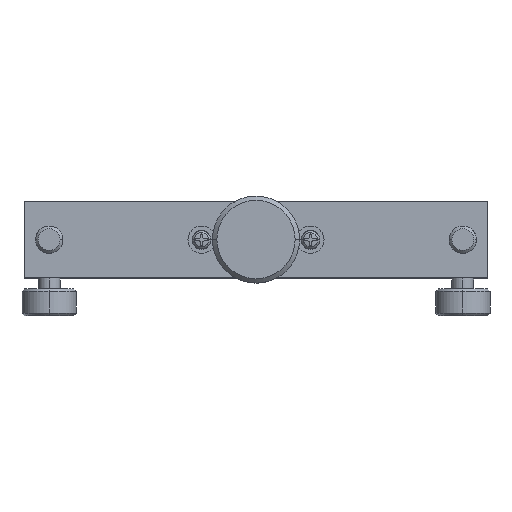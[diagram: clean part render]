
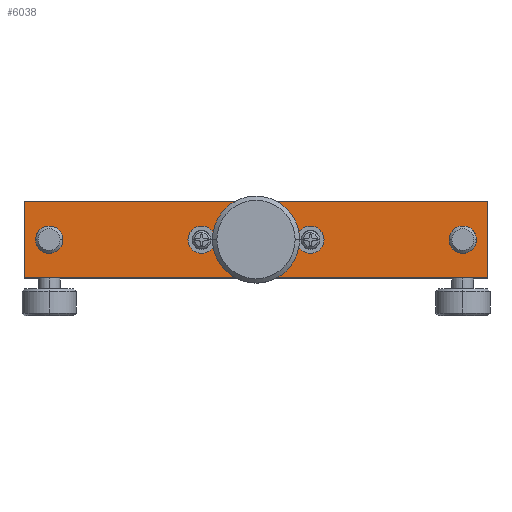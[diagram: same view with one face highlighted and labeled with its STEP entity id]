
A CAD part, top view. The second image highlights one B-rep face of the part: STEP entity #6038.
In plain terms, the highlighted planar face has unit normal (0, 0, 1).
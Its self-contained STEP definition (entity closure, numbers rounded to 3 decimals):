
#6 = ORIENTED_EDGE ( 'NONE', *, *, #558, .T. ) ;
#10 = DIRECTION ( 'NONE',  ( 0., 0., -1. ) ) ;
#21 = CARTESIAN_POINT ( 'NONE',  ( 42.5, -7., 90. ) ) ;
#38 = AXIS2_PLACEMENT_3D ( 'NONE', #1297, #5049, #1753 ) ;
#120 = PLANE ( 'NONE',  #5241 ) ;
#130 = EDGE_LOOP ( 'NONE', ( #5328, #3427 ) ) ;
#163 = CARTESIAN_POINT ( 'NONE',  ( 38., 0., 90. ) ) ;
#166 = EDGE_CURVE ( 'NONE', #5299, #1046, #2143, .T. ) ;
#196 = ORIENTED_EDGE ( 'NONE', *, *, #3809, .T. ) ;
#220 = EDGE_CURVE ( 'NONE', #1777, #3892, #331, .T. ) ;
#331 = CIRCLE ( 'NONE', #950, 2.5 ) ;
#462 = CARTESIAN_POINT ( 'NONE',  ( 0., -7., 90. ) ) ;
#470 = DIRECTION ( 'NONE',  ( 0., 0., -1. ) ) ;
#558 = EDGE_CURVE ( 'NONE', #2221, #6115, #1160, .T. ) ;
#686 = CARTESIAN_POINT ( 'NONE',  ( -3., 0., 90. ) ) ;
#724 = EDGE_CURVE ( 'NONE', #5995, #4839, #3943, .T. ) ;
#772 = EDGE_CURVE ( 'NONE', #1046, #5299, #2362, .T. ) ;
#880 = AXIS2_PLACEMENT_3D ( 'NONE', #163, #1150, #3535 ) ;
#888 = EDGE_CURVE ( 'NONE', #4454, #3797, #1769, .T. ) ;
#909 = DIRECTION ( 'NONE',  ( 0., 0., -1. ) ) ;
#949 = FACE_BOUND ( 'NONE', #1203, .T. ) ;
#950 = AXIS2_PLACEMENT_3D ( 'NONE', #1062, #5802, #5884 ) ;
#1046 = VERTEX_POINT ( 'NONE', #686 ) ;
#1050 = VERTEX_POINT ( 'NONE', #4082 ) ;
#1062 = CARTESIAN_POINT ( 'NONE',  ( 10., 0., 90. ) ) ;
#1090 = FACE_BOUND ( 'NONE', #4371, .T. ) ;
#1100 = CARTESIAN_POINT ( 'NONE',  ( -38., 0., 90. ) ) ;
#1150 = DIRECTION ( 'NONE',  ( 0., 0., -1. ) ) ;
#1160 = CIRCLE ( 'NONE', #38, 2.5 ) ;
#1194 = CIRCLE ( 'NONE', #1247, 2.5 ) ;
#1203 = EDGE_LOOP ( 'NONE', ( #1499, #196 ) ) ;
#1225 = AXIS2_PLACEMENT_3D ( 'NONE', #3076, #2152, #2590 ) ;
#1247 = AXIS2_PLACEMENT_3D ( 'NONE', #1100, #470, #3807 ) ;
#1297 = CARTESIAN_POINT ( 'NONE',  ( -10., 0., 90. ) ) ;
#1352 = ORIENTED_EDGE ( 'NONE', *, *, #2976, .T. ) ;
#1383 = CARTESIAN_POINT ( 'NONE',  ( 10., -2.5, 90. ) ) ;
#1467 = DIRECTION ( 'NONE',  ( 0., 0., -1. ) ) ;
#1478 = CARTESIAN_POINT ( 'NONE',  ( 10., 2.5, 90. ) ) ;
#1499 = ORIENTED_EDGE ( 'NONE', *, *, #5085, .T. ) ;
#1562 = CARTESIAN_POINT ( 'NONE',  ( 40.5, 0., 90. ) ) ;
#1626 = CARTESIAN_POINT ( 'NONE',  ( -40.5, 0., 90. ) ) ;
#1708 = AXIS2_PLACEMENT_3D ( 'NONE', #5265, #10, #6214 ) ;
#1753 = DIRECTION ( 'NONE',  ( 0., 1., 0. ) ) ;
#1769 = CIRCLE ( 'NONE', #1225, 2.5 ) ;
#1777 = VERTEX_POINT ( 'NONE', #1383 ) ;
#1902 = DIRECTION ( 'NONE',  ( 0., 1., 0. ) ) ;
#2041 = CARTESIAN_POINT ( 'NONE',  ( 10., 0., 90. ) ) ;
#2046 = VERTEX_POINT ( 'NONE', #1626 ) ;
#2143 = CIRCLE ( 'NONE', #1708, 3. ) ;
#2152 = DIRECTION ( 'NONE',  ( 0., 0., -1. ) ) ;
#2221 = VERTEX_POINT ( 'NONE', #5695 ) ;
#2223 = CIRCLE ( 'NONE', #2443, 2.5 ) ;
#2318 = ORIENTED_EDGE ( 'NONE', *, *, #724, .T. ) ;
#2326 = CARTESIAN_POINT ( 'NONE',  ( -10., 0., 90. ) ) ;
#2362 = CIRCLE ( 'NONE', #3705, 3. ) ;
#2419 = VERTEX_POINT ( 'NONE', #3028 ) ;
#2443 = AXIS2_PLACEMENT_3D ( 'NONE', #2670, #5056, #2609 ) ;
#2556 = CARTESIAN_POINT ( 'NONE',  ( -10., -2.5, 90. ) ) ;
#2571 = EDGE_CURVE ( 'NONE', #3429, #2419, #3461, .T. ) ;
#2583 = CARTESIAN_POINT ( 'NONE',  ( -42.5, -7., 90. ) ) ;
#2590 = DIRECTION ( 'NONE',  ( -1., 0., 0. ) ) ;
#2609 = DIRECTION ( 'NONE',  ( -1., 0., 0. ) ) ;
#2670 = CARTESIAN_POINT ( 'NONE',  ( -38., 0., 90. ) ) ;
#2714 = ORIENTED_EDGE ( 'NONE', *, *, #2571, .F. ) ;
#2792 = CARTESIAN_POINT ( 'NONE',  ( 42.5, 0., 90. ) ) ;
#2811 = EDGE_CURVE ( 'NONE', #3797, #4454, #5185, .T. ) ;
#2836 = ORIENTED_EDGE ( 'NONE', *, *, #4764, .T. ) ;
#2976 = EDGE_CURVE ( 'NONE', #3429, #5995, #4280, .T. ) ;
#2986 = DIRECTION ( 'NONE',  ( 0., 0., -1. ) ) ;
#2994 = LINE ( 'NONE', #2792, #3512 ) ;
#3028 = CARTESIAN_POINT ( 'NONE',  ( 42.5, 7., 90. ) ) ;
#3030 = DIRECTION ( 'NONE',  ( 1., 0., 0. ) ) ;
#3033 = VECTOR ( 'NONE', #6209, 1000. ) ;
#3076 = CARTESIAN_POINT ( 'NONE',  ( 38., 0., 90. ) ) ;
#3381 = DIRECTION ( 'NONE',  ( -1., 0., 0. ) ) ;
#3427 = ORIENTED_EDGE ( 'NONE', *, *, #888, .T. ) ;
#3429 = VERTEX_POINT ( 'NONE', #5195 ) ;
#3461 = LINE ( 'NONE', #5137, #5332 ) ;
#3480 = EDGE_CURVE ( 'NONE', #2419, #4839, #2994, .T. ) ;
#3512 = VECTOR ( 'NONE', #4755, 1000. ) ;
#3535 = DIRECTION ( 'NONE',  ( -1., 0., 0. ) ) ;
#3634 = FACE_OUTER_BOUND ( 'NONE', #4053, .T. ) ;
#3661 = DIRECTION ( 'NONE',  ( 0., -1., 0. ) ) ;
#3705 = AXIS2_PLACEMENT_3D ( 'NONE', #5295, #1467, #3381 ) ;
#3790 = FACE_BOUND ( 'NONE', #5860, .T. ) ;
#3797 = VERTEX_POINT ( 'NONE', #3953 ) ;
#3807 = DIRECTION ( 'NONE',  ( -1., 0., 0. ) ) ;
#3809 = EDGE_CURVE ( 'NONE', #1050, #2046, #1194, .T. ) ;
#3892 = VERTEX_POINT ( 'NONE', #1478 ) ;
#3921 = ORIENTED_EDGE ( 'NONE', *, *, #166, .T. ) ;
#3943 = LINE ( 'NONE', #462, #3033 ) ;
#3953 = CARTESIAN_POINT ( 'NONE',  ( 35.5, 0., 90. ) ) ;
#3961 = ORIENTED_EDGE ( 'NONE', *, *, #5373, .T. ) ;
#3977 = AXIS2_PLACEMENT_3D ( 'NONE', #2326, #909, #1902 ) ;
#4053 = EDGE_LOOP ( 'NONE', ( #2318, #5073, #2714, #1352 ) ) ;
#4082 = CARTESIAN_POINT ( 'NONE',  ( -35.5, 0., 90. ) ) ;
#4138 = DIRECTION ( 'NONE',  ( 1., 0., 0. ) ) ;
#4181 = ORIENTED_EDGE ( 'NONE', *, *, #220, .T. ) ;
#4226 = ORIENTED_EDGE ( 'NONE', *, *, #772, .T. ) ;
#4280 = LINE ( 'NONE', #6026, #4648 ) ;
#4371 = EDGE_LOOP ( 'NONE', ( #4226, #3921 ) ) ;
#4387 = CIRCLE ( 'NONE', #5134, 2.5 ) ;
#4454 = VERTEX_POINT ( 'NONE', #1562 ) ;
#4648 = VECTOR ( 'NONE', #3661, 1000. ) ;
#4755 = DIRECTION ( 'NONE',  ( 0., -1., 0. ) ) ;
#4764 = EDGE_CURVE ( 'NONE', #6115, #2221, #5815, .T. ) ;
#4839 = VERTEX_POINT ( 'NONE', #21 ) ;
#4856 = EDGE_LOOP ( 'NONE', ( #6, #2836 ) ) ;
#4867 = DIRECTION ( 'NONE',  ( 0., 1., 0. ) ) ;
#5049 = DIRECTION ( 'NONE',  ( 0., 0., -1. ) ) ;
#5056 = DIRECTION ( 'NONE',  ( 0., 0., -1. ) ) ;
#5073 = ORIENTED_EDGE ( 'NONE', *, *, #3480, .F. ) ;
#5085 = EDGE_CURVE ( 'NONE', #2046, #1050, #2223, .T. ) ;
#5134 = AXIS2_PLACEMENT_3D ( 'NONE', #2041, #2986, #4867 ) ;
#5137 = CARTESIAN_POINT ( 'NONE',  ( 0., 7., 90. ) ) ;
#5185 = CIRCLE ( 'NONE', #880, 2.5 ) ;
#5195 = CARTESIAN_POINT ( 'NONE',  ( -42.5, 7., 90. ) ) ;
#5241 = AXIS2_PLACEMENT_3D ( 'NONE', #5472, #5955, #3030 ) ;
#5265 = CARTESIAN_POINT ( 'NONE',  ( 0., 0., 90. ) ) ;
#5295 = CARTESIAN_POINT ( 'NONE',  ( 0., 0., 90. ) ) ;
#5299 = VERTEX_POINT ( 'NONE', #5721 ) ;
#5328 = ORIENTED_EDGE ( 'NONE', *, *, #2811, .T. ) ;
#5332 = VECTOR ( 'NONE', #4138, 1000. ) ;
#5373 = EDGE_CURVE ( 'NONE', #3892, #1777, #4387, .T. ) ;
#5472 = CARTESIAN_POINT ( 'NONE',  ( -42.5, -7., 90. ) ) ;
#5695 = CARTESIAN_POINT ( 'NONE',  ( -10., 2.5, 90. ) ) ;
#5721 = CARTESIAN_POINT ( 'NONE',  ( 3., 0., 90. ) ) ;
#5723 = FACE_BOUND ( 'NONE', #4856, .T. ) ;
#5802 = DIRECTION ( 'NONE',  ( 0., 0., -1. ) ) ;
#5815 = CIRCLE ( 'NONE', #3977, 2.5 ) ;
#5860 = EDGE_LOOP ( 'NONE', ( #3961, #4181 ) ) ;
#5873 = FACE_BOUND ( 'NONE', #130, .T. ) ;
#5884 = DIRECTION ( 'NONE',  ( 0., 1., 0. ) ) ;
#5955 = DIRECTION ( 'NONE',  ( 0., 0., 1. ) ) ;
#5995 = VERTEX_POINT ( 'NONE', #2583 ) ;
#6026 = CARTESIAN_POINT ( 'NONE',  ( -42.5, 0., 90. ) ) ;
#6038 = ADVANCED_FACE ( 'NONE', ( #5723, #3790, #949, #5873, #1090, #3634 ), #120, .T. ) ;
#6115 = VERTEX_POINT ( 'NONE', #2556 ) ;
#6209 = DIRECTION ( 'NONE',  ( 1., 0., 0. ) ) ;
#6214 = DIRECTION ( 'NONE',  ( -1., 0., 0. ) ) ;
